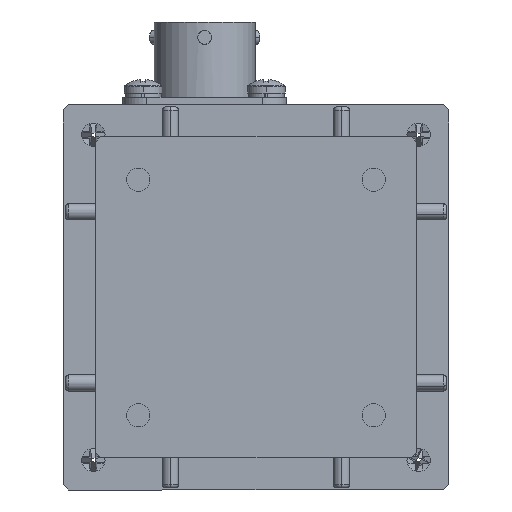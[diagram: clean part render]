
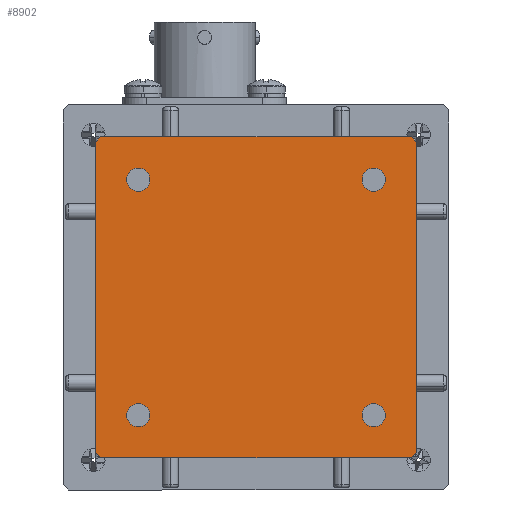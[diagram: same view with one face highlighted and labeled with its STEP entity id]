
A CAD part, front view. The second image highlights one B-rep face of the part: STEP entity #8902.
In plain terms, the highlighted planar face has unit normal (0, -1, 0).
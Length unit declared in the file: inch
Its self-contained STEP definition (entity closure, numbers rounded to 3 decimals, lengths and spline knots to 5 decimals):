
#41 = CARTESIAN_POINT ( 'NONE',  ( 0.9375, 0., -0.9375 ) ) ;
#872 = VECTOR ( 'NONE', #1902, 39.37008 ) ;
#1018 = EDGE_CURVE ( 'NONE', #26456, #26684, #20200, .T. ) ;
#1420 = DIRECTION ( 'NONE',  ( 0., 0., -1. ) ) ;
#1553 = DIRECTION ( 'NONE',  ( 0., 0., -1. ) ) ;
#1698 = EDGE_CURVE ( 'NONE', #13358, #22530, #12133, .T. ) ;
#1902 = DIRECTION ( 'NONE',  ( 1., 0., 0. ) ) ;
#1998 = DIRECTION ( 'NONE',  ( -0.707, 0., 0.707 ) ) ;
#2234 = EDGE_LOOP ( 'NONE', ( #6312, #20261 ) ) ;
#2474 = CARTESIAN_POINT ( 'NONE',  ( 0.9075, 0., -0.9375 ) ) ;
#2910 = CIRCLE ( 'NONE', #26924, 0.068 ) ;
#2938 = LINE ( 'NONE', #2474, #7633 ) ;
#3007 = ORIENTED_EDGE ( 'NONE', *, *, #1698, .T. ) ;
#3128 = CARTESIAN_POINT ( 'NONE',  ( -0.6875, 0., -0.6875 ) ) ;
#3595 = EDGE_CURVE ( 'NONE', #9066, #29846, #11845, .T. ) ;
#3837 = CARTESIAN_POINT ( 'NONE',  ( -0.6875, 0., -0.6875 ) ) ;
#3866 = DIRECTION ( 'NONE',  ( 0., -1., 0. ) ) ;
#4032 = ORIENTED_EDGE ( 'NONE', *, *, #3595, .F. ) ;
#4137 = ORIENTED_EDGE ( 'NONE', *, *, #18656, .F. ) ;
#4233 = PLANE ( 'NONE',  #11311 ) ;
#4379 = ORIENTED_EDGE ( 'NONE', *, *, #8541, .T. ) ;
#4481 = CIRCLE ( 'NONE', #9186, 0.068 ) ;
#4498 = LINE ( 'NONE', #24988, #872 ) ;
#4660 = AXIS2_PLACEMENT_3D ( 'NONE', #7662, #28807, #19507 ) ;
#5086 = CIRCLE ( 'NONE', #4660, 0.068 ) ;
#5871 = CARTESIAN_POINT ( 'NONE',  ( 0.9375, 0., -0.9075 ) ) ;
#6165 = ORIENTED_EDGE ( 'NONE', *, *, #18286, .F. ) ;
#6312 = ORIENTED_EDGE ( 'NONE', *, *, #22167, .F. ) ;
#6520 = VECTOR ( 'NONE', #19085, 39.37008 ) ;
#6821 = VERTEX_POINT ( 'NONE', #12179 ) ;
#6872 = AXIS2_PLACEMENT_3D ( 'NONE', #20497, #18270, #25255 ) ;
#6931 = DIRECTION ( 'NONE',  ( 0.707, 0., 0.707 ) ) ;
#7422 = VERTEX_POINT ( 'NONE', #8836 ) ;
#7633 = VECTOR ( 'NONE', #6931, 39.37008 ) ;
#7662 = CARTESIAN_POINT ( 'NONE',  ( -0.6875, 0., 0.6875 ) ) ;
#7981 = DIRECTION ( 'NONE',  ( 0., 0., -1. ) ) ;
#8512 = DIRECTION ( 'NONE',  ( 0., 0., -1. ) ) ;
#8541 = EDGE_CURVE ( 'NONE', #21655, #17788, #2938, .T. ) ;
#8651 = EDGE_CURVE ( 'NONE', #16580, #7422, #29841, .T. ) ;
#8800 = DIRECTION ( 'NONE',  ( 0., 0., 1. ) ) ;
#8836 = CARTESIAN_POINT ( 'NONE',  ( -0.9075, 0., -0.9375 ) ) ;
#8902 = ADVANCED_FACE ( 'NONE', ( #14918, #20010, #11987, #27293, #28355 ), #4233, .F. ) ;
#9066 = VERTEX_POINT ( 'NONE', #29979 ) ;
#9186 = AXIS2_PLACEMENT_3D ( 'NONE', #9525, #27941, #30167 ) ;
#9393 = CARTESIAN_POINT ( 'NONE',  ( 0.6875, 0., -0.6875 ) ) ;
#9525 = CARTESIAN_POINT ( 'NONE',  ( 0.6875, 0., 0.6875 ) ) ;
#9909 = CIRCLE ( 'NONE', #10702, 0.068 ) ;
#9946 = CARTESIAN_POINT ( 'NONE',  ( 0.9375, 0., 0.9075 ) ) ;
#10041 = CARTESIAN_POINT ( 'NONE',  ( -0.9375, 0., -0.9075 ) ) ;
#10439 = DIRECTION ( 'NONE',  ( 0., -1., 0. ) ) ;
#10702 = AXIS2_PLACEMENT_3D ( 'NONE', #3837, #10439, #8512 ) ;
#10976 = AXIS2_PLACEMENT_3D ( 'NONE', #29608, #22909, #1553 ) ;
#11009 = VERTEX_POINT ( 'NONE', #14700 ) ;
#11010 = AXIS2_PLACEMENT_3D ( 'NONE', #9393, #25350, #25657 ) ;
#11102 = ORIENTED_EDGE ( 'NONE', *, *, #13696, .F. ) ;
#11311 = AXIS2_PLACEMENT_3D ( 'NONE', #22746, #25075, #8800 ) ;
#11421 = EDGE_CURVE ( 'NONE', #26456, #17788, #26656, .T. ) ;
#11809 = ORIENTED_EDGE ( 'NONE', *, *, #1018, .T. ) ;
#11845 = CIRCLE ( 'NONE', #24406, 0.068 ) ;
#11987 = FACE_BOUND ( 'NONE', #14893, .T. ) ;
#12133 = LINE ( 'NONE', #28761, #29945 ) ;
#12179 = CARTESIAN_POINT ( 'NONE',  ( 0.6875, 0., 0.7555 ) ) ;
#12370 = ORIENTED_EDGE ( 'NONE', *, *, #11421, .F. ) ;
#12619 = EDGE_LOOP ( 'NONE', ( #21509, #4137 ) ) ;
#12703 = DIRECTION ( 'NONE',  ( -0.707, 0., -0.707 ) ) ;
#12801 = EDGE_CURVE ( 'NONE', #16029, #14415, #15641, .T. ) ;
#13289 = EDGE_CURVE ( 'NONE', #16580, #22530, #16741, .T. ) ;
#13358 = VERTEX_POINT ( 'NONE', #20965 ) ;
#13696 = EDGE_CURVE ( 'NONE', #21655, #7422, #17447, .T. ) ;
#14362 = ORIENTED_EDGE ( 'NONE', *, *, #29192, .F. ) ;
#14415 = VERTEX_POINT ( 'NONE', #27733 ) ;
#14700 = CARTESIAN_POINT ( 'NONE',  ( -0.6875, 0., 0.6195 ) ) ;
#14893 = EDGE_LOOP ( 'NONE', ( #4032, #27891 ) ) ;
#14918 = FACE_BOUND ( 'NONE', #2234, .T. ) ;
#15641 = CIRCLE ( 'NONE', #11010, 0.068 ) ;
#15805 = EDGE_LOOP ( 'NONE', ( #29411, #24103, #11102, #4379, #12370, #11809, #6165, #3007 ) ) ;
#16029 = VERTEX_POINT ( 'NONE', #20472 ) ;
#16580 = VERTEX_POINT ( 'NONE', #10041 ) ;
#16741 = LINE ( 'NONE', #18944, #25446 ) ;
#17060 = CARTESIAN_POINT ( 'NONE',  ( -0.6875, 0., -0.6195 ) ) ;
#17275 = CARTESIAN_POINT ( 'NONE',  ( 0.9075, 0., -0.9375 ) ) ;
#17447 = LINE ( 'NONE', #28195, #6520 ) ;
#17503 = VECTOR ( 'NONE', #23824, 39.37008 ) ;
#17788 = VERTEX_POINT ( 'NONE', #5871 ) ;
#18270 = DIRECTION ( 'NONE',  ( 0., -1., 0. ) ) ;
#18286 = EDGE_CURVE ( 'NONE', #13358, #26684, #4498, .T. ) ;
#18479 = CIRCLE ( 'NONE', #10976, 0.068 ) ;
#18656 = EDGE_CURVE ( 'NONE', #21023, #11009, #5086, .T. ) ;
#18944 = CARTESIAN_POINT ( 'NONE',  ( -0.9375, 0., -0.9375 ) ) ;
#19079 = EDGE_CURVE ( 'NONE', #29846, #9066, #9909, .T. ) ;
#19085 = DIRECTION ( 'NONE',  ( -1., 0., 0. ) ) ;
#19471 = CARTESIAN_POINT ( 'NONE',  ( -0.9375, 0., -0.9075 ) ) ;
#19507 = DIRECTION ( 'NONE',  ( 0., 0., -1. ) ) ;
#19835 = CARTESIAN_POINT ( 'NONE',  ( 0.6875, 0., 0.6195 ) ) ;
#20010 = FACE_BOUND ( 'NONE', #22986, .T. ) ;
#20200 = LINE ( 'NONE', #28019, #25262 ) ;
#20261 = ORIENTED_EDGE ( 'NONE', *, *, #26832, .F. ) ;
#20472 = CARTESIAN_POINT ( 'NONE',  ( 0.6875, 0., -0.6195 ) ) ;
#20497 = CARTESIAN_POINT ( 'NONE',  ( -0.6875, 0., 0.6875 ) ) ;
#20965 = CARTESIAN_POINT ( 'NONE',  ( -0.9075, 0., 0.9375 ) ) ;
#21023 = VERTEX_POINT ( 'NONE', #28970 ) ;
#21462 = CIRCLE ( 'NONE', #6872, 0.068 ) ;
#21509 = ORIENTED_EDGE ( 'NONE', *, *, #27817, .F. ) ;
#21558 = DIRECTION ( 'NONE',  ( 0., -1., 0. ) ) ;
#21655 = VERTEX_POINT ( 'NONE', #17275 ) ;
#22167 = EDGE_CURVE ( 'NONE', #29529, #6821, #2910, .T. ) ;
#22530 = VERTEX_POINT ( 'NONE', #26120 ) ;
#22746 = CARTESIAN_POINT ( 'NONE',  ( 0.9375, 0., 0.9375 ) ) ;
#22909 = DIRECTION ( 'NONE',  ( 0., -1., 0. ) ) ;
#22986 = EDGE_LOOP ( 'NONE', ( #14362, #25341 ) ) ;
#23366 = DIRECTION ( 'NONE',  ( 0., 0., -1. ) ) ;
#23824 = DIRECTION ( 'NONE',  ( 0.707, 0., -0.707 ) ) ;
#24103 = ORIENTED_EDGE ( 'NONE', *, *, #8651, .T. ) ;
#24406 = AXIS2_PLACEMENT_3D ( 'NONE', #3128, #21558, #7981 ) ;
#24988 = CARTESIAN_POINT ( 'NONE',  ( -0.9375, 0., 0.9375 ) ) ;
#25075 = DIRECTION ( 'NONE',  ( 0., 1., 0. ) ) ;
#25255 = DIRECTION ( 'NONE',  ( 0., 0., -1. ) ) ;
#25262 = VECTOR ( 'NONE', #1998, 39.37008 ) ;
#25341 = ORIENTED_EDGE ( 'NONE', *, *, #12801, .F. ) ;
#25350 = DIRECTION ( 'NONE',  ( 0., -1., 0. ) ) ;
#25416 = DIRECTION ( 'NONE',  ( 0., 0., 1. ) ) ;
#25446 = VECTOR ( 'NONE', #25416, 39.37008 ) ;
#25657 = DIRECTION ( 'NONE',  ( 0., 0., -1. ) ) ;
#26120 = CARTESIAN_POINT ( 'NONE',  ( -0.9375, 0., 0.9075 ) ) ;
#26456 = VERTEX_POINT ( 'NONE', #9946 ) ;
#26656 = LINE ( 'NONE', #41, #29901 ) ;
#26684 = VERTEX_POINT ( 'NONE', #29247 ) ;
#26832 = EDGE_CURVE ( 'NONE', #6821, #29529, #4481, .T. ) ;
#26924 = AXIS2_PLACEMENT_3D ( 'NONE', #29476, #3866, #1420 ) ;
#27293 = FACE_BOUND ( 'NONE', #12619, .T. ) ;
#27733 = CARTESIAN_POINT ( 'NONE',  ( 0.6875, 0., -0.7555 ) ) ;
#27817 = EDGE_CURVE ( 'NONE', #11009, #21023, #21462, .T. ) ;
#27891 = ORIENTED_EDGE ( 'NONE', *, *, #19079, .F. ) ;
#27941 = DIRECTION ( 'NONE',  ( 0., -1., 0. ) ) ;
#28019 = CARTESIAN_POINT ( 'NONE',  ( 0.9375, 0., 0.9075 ) ) ;
#28195 = CARTESIAN_POINT ( 'NONE',  ( -0.9375, 0., -0.9375 ) ) ;
#28355 = FACE_OUTER_BOUND ( 'NONE', #15805, .T. ) ;
#28761 = CARTESIAN_POINT ( 'NONE',  ( -0.9075, 0., 0.9375 ) ) ;
#28807 = DIRECTION ( 'NONE',  ( 0., -1., 0. ) ) ;
#28970 = CARTESIAN_POINT ( 'NONE',  ( -0.6875, 0., 0.7555 ) ) ;
#29192 = EDGE_CURVE ( 'NONE', #14415, #16029, #18479, .T. ) ;
#29247 = CARTESIAN_POINT ( 'NONE',  ( 0.9075, 0., 0.9375 ) ) ;
#29411 = ORIENTED_EDGE ( 'NONE', *, *, #13289, .F. ) ;
#29476 = CARTESIAN_POINT ( 'NONE',  ( 0.6875, 0., 0.6875 ) ) ;
#29529 = VERTEX_POINT ( 'NONE', #19835 ) ;
#29608 = CARTESIAN_POINT ( 'NONE',  ( 0.6875, 0., -0.6875 ) ) ;
#29841 = LINE ( 'NONE', #19471, #17503 ) ;
#29846 = VERTEX_POINT ( 'NONE', #17060 ) ;
#29901 = VECTOR ( 'NONE', #23366, 39.37008 ) ;
#29945 = VECTOR ( 'NONE', #12703, 39.37008 ) ;
#29979 = CARTESIAN_POINT ( 'NONE',  ( -0.6875, 0., -0.7555 ) ) ;
#30167 = DIRECTION ( 'NONE',  ( 0., 0., -1. ) ) ;
